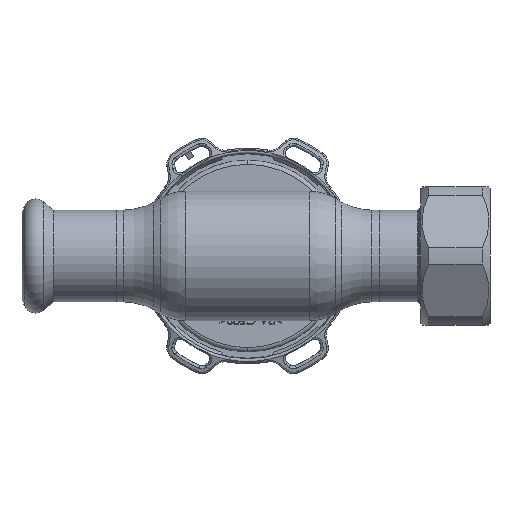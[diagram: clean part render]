
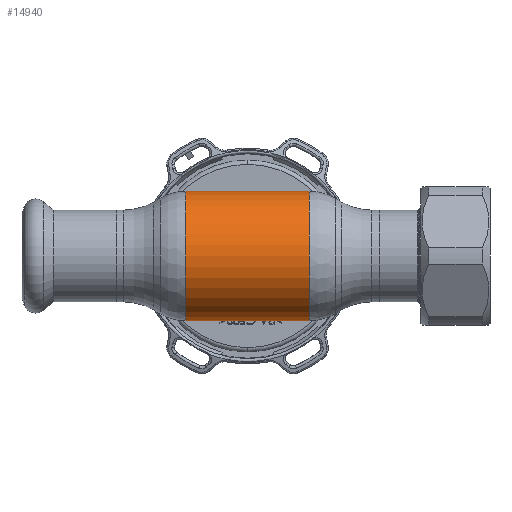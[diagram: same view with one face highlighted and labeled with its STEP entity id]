
A CAD part, front view. The second image highlights one B-rep face of the part: STEP entity #14940.
In plain terms, the highlighted cylindrical face has radius 15 mm (diameter 30 mm), a partial arc.
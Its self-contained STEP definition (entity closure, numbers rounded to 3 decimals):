
#280 = DIRECTION ( 'NONE',  ( -1., 0., 0. ) ) ;
#1025 = VERTEX_POINT ( 'NONE', #35108 ) ;
#1482 = AXIS2_PLACEMENT_3D ( 'NONE', #3353, #280, #20752 ) ;
#1954 = ORIENTED_EDGE ( 'NONE', *, *, #28682, .F. ) ;
#3353 = CARTESIAN_POINT ( 'NONE',  ( -62.69, 0., 0. ) ) ;
#3426 = CIRCLE ( 'NONE', #28693, 15. ) ;
#4284 = DIRECTION ( 'NONE',  ( 0., 0., 1. ) ) ;
#4459 = ORIENTED_EDGE ( 'NONE', *, *, #16301, .T. ) ;
#4811 = CARTESIAN_POINT ( 'NONE',  ( -62.69, 0., 15. ) ) ;
#4912 = CARTESIAN_POINT ( 'NONE',  ( -62.69, 0., -15. ) ) ;
#7375 = EDGE_CURVE ( 'NONE', #19392, #23309, #3426, .T. ) ;
#7395 = EDGE_CURVE ( 'NONE', #34312, #1025, #12693, .T. ) ;
#7970 = FACE_OUTER_BOUND ( 'NONE', #29570, .T. ) ;
#8747 = VECTOR ( 'NONE', #13259, 1000. ) ;
#10283 = CARTESIAN_POINT ( 'NONE',  ( -14.285, 0., 0. ) ) ;
#12252 = CYLINDRICAL_SURFACE ( 'NONE', #1482, 15. ) ;
#12693 = CIRCLE ( 'NONE', #13341, 15. ) ;
#13259 = DIRECTION ( 'NONE',  ( -1., 0., 0. ) ) ;
#13341 = AXIS2_PLACEMENT_3D ( 'NONE', #10283, #33800, #19168 ) ;
#13922 = LINE ( 'NONE', #4811, #22466 ) ;
#14940 = ADVANCED_FACE ( 'NONE', ( #7970 ), #12252, .T. ) ;
#16301 = EDGE_CURVE ( 'NONE', #23309, #1025, #13922, .T. ) ;
#16580 = ORIENTED_EDGE ( 'NONE', *, *, #7395, .F. ) ;
#16914 = CARTESIAN_POINT ( 'NONE',  ( -14.285, 0., -15. ) ) ;
#18689 = CARTESIAN_POINT ( 'NONE',  ( 14.285, 0., 15. ) ) ;
#19168 = DIRECTION ( 'NONE',  ( 0., 0., 1. ) ) ;
#19392 = VERTEX_POINT ( 'NONE', #22688 ) ;
#20752 = DIRECTION ( 'NONE',  ( 0., 0., 1. ) ) ;
#22466 = VECTOR ( 'NONE', #25693, 1000. ) ;
#22688 = CARTESIAN_POINT ( 'NONE',  ( 14.285, 0., -15. ) ) ;
#23309 = VERTEX_POINT ( 'NONE', #18689 ) ;
#25217 = LINE ( 'NONE', #4912, #8747 ) ;
#25693 = DIRECTION ( 'NONE',  ( -1., 0., 0. ) ) ;
#28682 = EDGE_CURVE ( 'NONE', #19392, #34312, #25217, .T. ) ;
#28693 = AXIS2_PLACEMENT_3D ( 'NONE', #33619, #37035, #4284 ) ;
#29570 = EDGE_LOOP ( 'NONE', ( #1954, #34706, #4459, #16580 ) ) ;
#33619 = CARTESIAN_POINT ( 'NONE',  ( 14.285, 0., 0. ) ) ;
#33800 = DIRECTION ( 'NONE',  ( -1., 0., 0. ) ) ;
#34312 = VERTEX_POINT ( 'NONE', #16914 ) ;
#34706 = ORIENTED_EDGE ( 'NONE', *, *, #7375, .T. ) ;
#35108 = CARTESIAN_POINT ( 'NONE',  ( -14.285, 0., 15. ) ) ;
#37035 = DIRECTION ( 'NONE',  ( -1., 0., 0. ) ) ;
